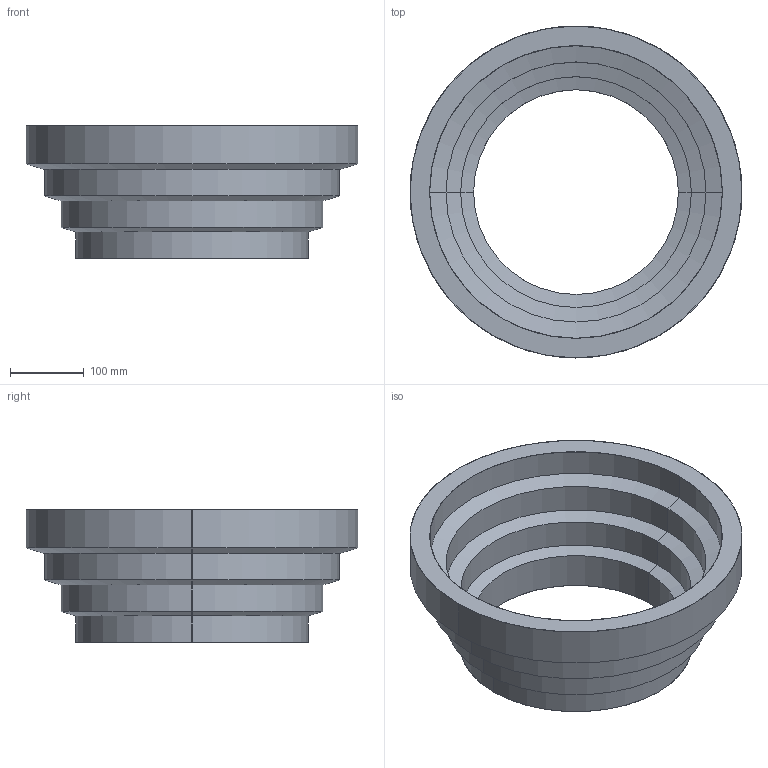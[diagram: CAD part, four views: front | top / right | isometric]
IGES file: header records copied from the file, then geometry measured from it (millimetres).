
Start section: SolidWorks IGES file using analytic representation for surfaces
Global section: file name: Step Reducer SDR17_001 115 1081 0453.igs; native system: SolidWorks 2019; preprocessor: SolidWorks 2019; author: s.cokol; date: 200515.170300; units: millimetre
Bounding box: 450 x 450 x 180 mm (x, y, z)
Surface area: 566108 mm2 (no closed solid volume)
Topology: 0 solids, 0 shells, 30 faces, 368 edges, 368 vertices
Faces by surface type: revolution 28, bspline 2
